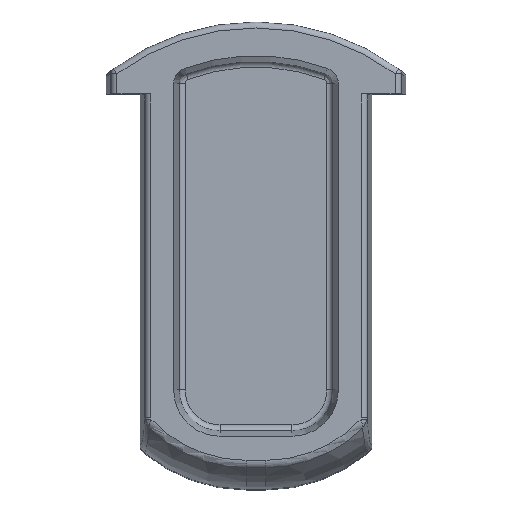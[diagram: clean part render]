
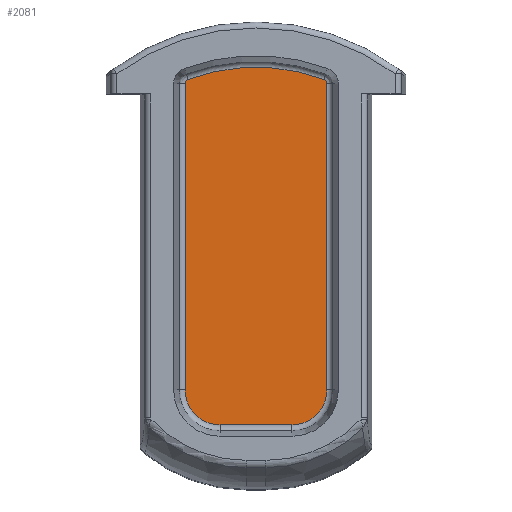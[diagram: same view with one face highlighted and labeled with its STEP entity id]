
A CAD part, top view. The second image highlights one B-rep face of the part: STEP entity #2081.
In plain terms, the highlighted planar face has unit normal (0, 0, 1).
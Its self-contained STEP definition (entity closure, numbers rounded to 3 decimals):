
#428=CARTESIAN_POINT('',(-3.3,0.508,1.));
#429=DIRECTION('',(0.,0.,-1.));
#430=DIRECTION('',(-1.,0.,0.));
#431=AXIS2_PLACEMENT_3D('',#428,#429,#430);
#433=CARTESIAN_POINT('',(0.,-8.4,1.));
#434=DIRECTION('',(0.,0.,-1.));
#435=DIRECTION('',(-0.347,0.938,0.));
#436=AXIS2_PLACEMENT_3D('',#433,#434,#435);
#438=CARTESIAN_POINT('',(3.3,0.508,1.));
#439=DIRECTION('',(0.,0.,-1.));
#440=DIRECTION('',(0.347,0.938,0.));
#441=AXIS2_PLACEMENT_3D('',#438,#439,#440);
#443=DIRECTION('',(0.,-1.,0.));
#444=VECTOR('',#443,15.308);
#445=CARTESIAN_POINT('',(3.543,0.508,1.));
#446=LINE('',#445,#444);
#447=CARTESIAN_POINT('',(1.8,-14.8,1.));
#448=DIRECTION('',(0.,0.,-1.));
#449=DIRECTION('',(1.,0.,0.));
#450=AXIS2_PLACEMENT_3D('',#447,#448,#449);
#452=DIRECTION('',(-1.,0.,0.));
#453=VECTOR('',#452,3.6);
#454=CARTESIAN_POINT('',(1.8,-16.543,1.));
#455=LINE('',#454,#453);
#456=CARTESIAN_POINT('',(-1.8,-14.8,1.));
#457=DIRECTION('',(0.,0.,-1.));
#458=DIRECTION('',(0.,-1.,0.));
#459=AXIS2_PLACEMENT_3D('',#456,#457,#458);
#461=DIRECTION('',(0.,1.,0.));
#462=VECTOR('',#461,15.308);
#463=CARTESIAN_POINT('',(-3.543,-14.8,1.));
#464=LINE('',#463,#462);
#1315=CARTESIAN_POINT('',(-3.543,0.508,1.));
#1316=CARTESIAN_POINT('',(-3.384,0.736,1.));
#1317=VERTEX_POINT('',#1315);
#1318=VERTEX_POINT('',#1316);
#1323=CARTESIAN_POINT('',(3.384,0.736,1.));
#1324=VERTEX_POINT('',#1323);
#1327=CARTESIAN_POINT('',(3.543,0.508,1.));
#1328=VERTEX_POINT('',#1327);
#1331=CARTESIAN_POINT('',(3.543,-14.8,1.));
#1332=VERTEX_POINT('',#1331);
#1335=CARTESIAN_POINT('',(1.8,-16.543,1.));
#1336=VERTEX_POINT('',#1335);
#1339=CARTESIAN_POINT('',(-1.8,-16.543,1.));
#1340=VERTEX_POINT('',#1339);
#1343=CARTESIAN_POINT('',(-3.543,-14.8,1.));
#1344=VERTEX_POINT('',#1343);
#2059=CARTESIAN_POINT('',(3.8,1.98,1.));
#2060=DIRECTION('',(0.,0.,-1.));
#2061=DIRECTION('',(-1.,0.,0.));
#2062=AXIS2_PLACEMENT_3D('',#2059,#2060,#2061);
#2063=PLANE('',#2062);
#2065=ORIENTED_EDGE('',*,*,#2064,.T.);
#2066=ORIENTED_EDGE('',*,*,#2049,.T.);
#2068=ORIENTED_EDGE('',*,*,#2067,.T.);
#2070=ORIENTED_EDGE('',*,*,#2069,.T.);
#2072=ORIENTED_EDGE('',*,*,#2071,.T.);
#2074=ORIENTED_EDGE('',*,*,#2073,.T.);
#2076=ORIENTED_EDGE('',*,*,#2075,.T.);
#2078=ORIENTED_EDGE('',*,*,#2077,.T.);
#2079=EDGE_LOOP('',(#2065,#2066,#2068,#2070,#2072,#2074,#2076,#2078));
#2080=FACE_OUTER_BOUND('',#2079,.F.);
#2081=ADVANCED_FACE('',(#2080),#2063,.F.);
#432=CIRCLE('',#431,0.243);
#437=CIRCLE('',#436,9.743);
#442=CIRCLE('',#441,0.243);
#451=CIRCLE('',#450,1.743);
#460=CIRCLE('',#459,1.743);
#2049=EDGE_CURVE('',#1318,#1324,#437,.T.);
#2064=EDGE_CURVE('',#1317,#1318,#432,.T.);
#2067=EDGE_CURVE('',#1324,#1328,#442,.T.);
#2069=EDGE_CURVE('',#1328,#1332,#446,.T.);
#2071=EDGE_CURVE('',#1332,#1336,#451,.T.);
#2073=EDGE_CURVE('',#1336,#1340,#455,.T.);
#2075=EDGE_CURVE('',#1340,#1344,#460,.T.);
#2077=EDGE_CURVE('',#1344,#1317,#464,.T.);
